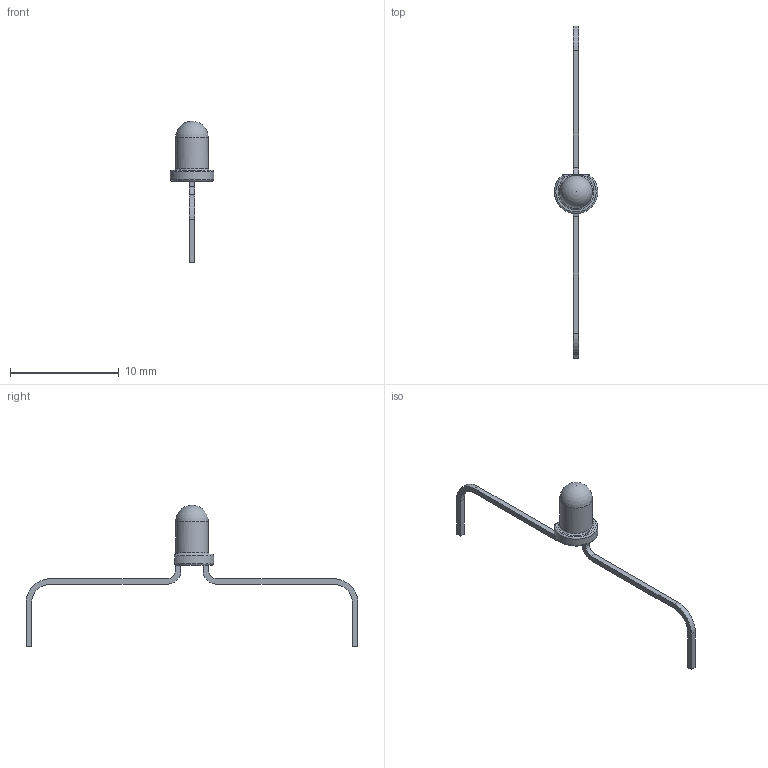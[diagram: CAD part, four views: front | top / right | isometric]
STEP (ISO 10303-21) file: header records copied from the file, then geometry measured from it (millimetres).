
FILE_DESCRIPTION(/* description */ (''),/* implementation_level */ '2;1');
FILE_NAME(/* name */ 'led 3mm.step',/* time_stamp */ '2022-09-21T10:46:34-04:00',/* author */ (''),/* organization */ (''),/* preprocessor_version */ 'ST-DEVELOPER v19',/* originating_system */ 'Autodesk Translation Framework v11.7.0.108',/* authorisation */ '');
FILE_SCHEMA (('AUTOMOTIVE_DESIGN { 1 0 10303 214 3 1 1 }'));
Length unit declared in the file: millimetre
Products named in the file (1): led 3mm
Bounding box: 4 x 30.5 x 13 mm (x, y, z)
Volume: 50.6 mm3; surface area: 154.2 mm2
Topology: 3 solids, 3 shells, 46 faces, 108 edges, 67 vertices
Faces by surface type: plane 23, cylinder 14, sphere 5, torus 3, bspline 1
Full cylindrical faces by diameter (mm): 3 x1
Entity records: 1404 total; most frequent: CARTESIAN_POINT 281, DIRECTION 236, ORIENTED_EDGE 214, EDGE_CURVE 107, AXIS2_PLACEMENT_3D 85, VERTEX_POINT 67, LINE 66, VECTOR 66
